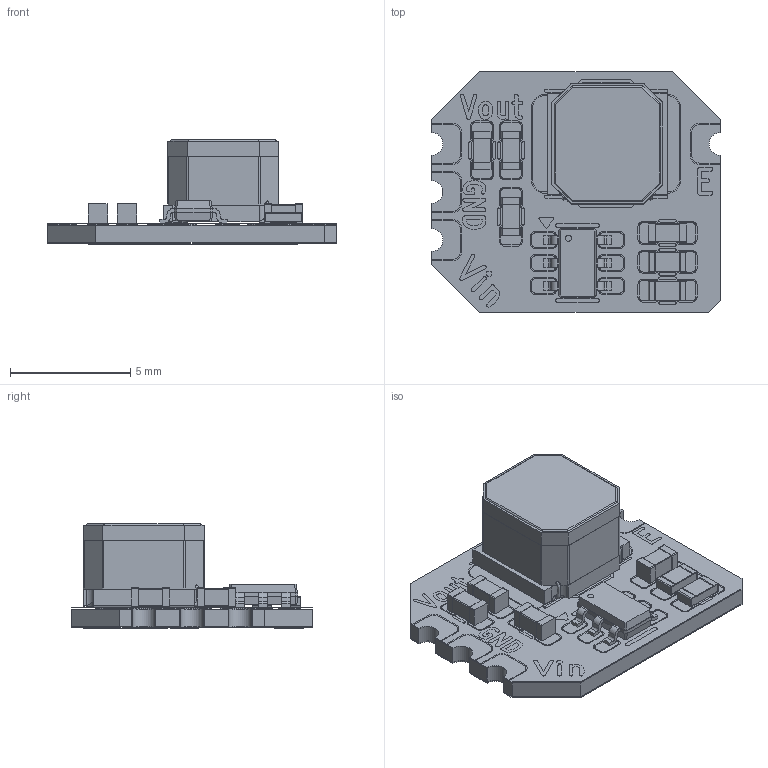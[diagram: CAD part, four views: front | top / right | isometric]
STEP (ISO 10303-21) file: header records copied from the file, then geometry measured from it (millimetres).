
FILE_DESCRIPTION(/* description */ ('KiCad electronic assembly'),/* implementation_level */ '2;1');
FILE_NAME(/* name */ '0131-dcdc-3a.step',/* time_stamp */ '2025-07-31T08:32:33-07:00',/* author */ (''),/* organization */ (''),/* preprocessor_version */ 'ST-DEVELOPER v20.1',/* originating_system */ 'Autodesk Translation Framework v14.10.0.0',/* authorisation */ '');
FILE_SCHEMA (('AUTOMOTIVE_DESIGN { 1 0 10303 214 3 1 1 }'));
Length unit declared in the file: millimetre
Products named in the file (9): 0131-dcdc-3a 1; TSOT-23-6; Bournes-SRN5040; 0131-dcdc-3a_copper; 0131-dcdc-3a_silkscreen; 0131-dcdc-3a_soldermask; 0131-dcdc-3a_PCB; R_0603_1608Metric; C_0603_1608Metric
Assembly tree (12 placements, depth 2):
  0131-dcdc-3a 1
    R_0603_1608Metric  x2
    TSOT-23-6
    C_0603_1608Metric  x4
    Bournes-SRN5040
    0131-dcdc-3a_copper
    0131-dcdc-3a_silkscreen
    0131-dcdc-3a_soldermask
    0131-dcdc-3a_PCB
Bounding box: 12 x 10 x 4.32 mm (x, y, z)
Volume: 165.7 mm3; surface area: 738.9 mm2
Topology: 33 solids, 97 shells, 726 faces, 2825 edges, 2237 vertices
Faces by surface type: plane 490, cylinder 232, bspline 4
Full cylindrical faces by diameter (mm): 2.2 x1, 2.21 x1
Entity records: 28466 total; most frequent: CARTESIAN_POINT 6293, DIRECTION 4463, ORIENTED_EDGE 3964, EDGE_CURVE 2541, VERTEX_POINT 2049, LINE 1821, VECTOR 1821, AXIS2_PLACEMENT_3D 1321
